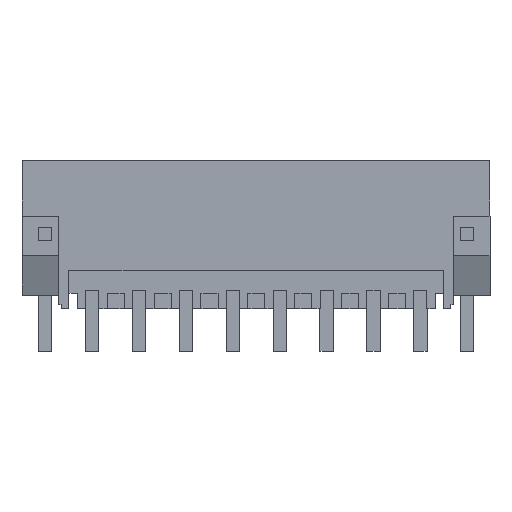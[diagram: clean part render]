
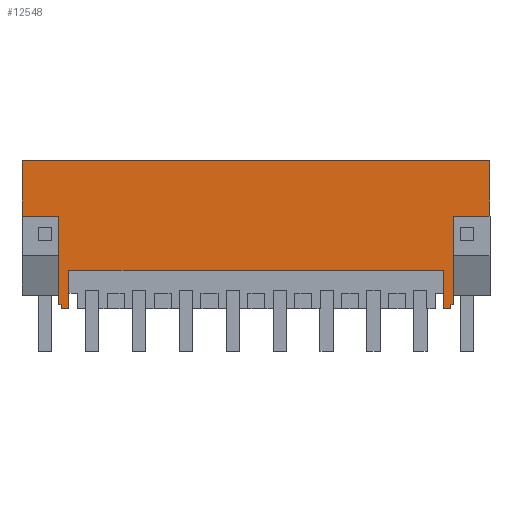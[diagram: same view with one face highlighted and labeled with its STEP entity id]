
A CAD part, front view. The second image highlights one B-rep face of the part: STEP entity #12548.
In plain terms, the highlighted planar face has unit normal (0, -1, 0).
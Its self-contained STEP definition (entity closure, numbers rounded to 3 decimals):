
#12518=AXIS2_PLACEMENT_3D('Plane Axis2P3D',#12515,#12516,#12517) ;
#3172=CARTESIAN_POINT('Line Origine',(3.5,0.,4.625)) ;
#3176=CARTESIAN_POINT('Vertex',(3.5,0.,3.2)) ;
#3178=CARTESIAN_POINT('Vertex',(3.5,0.,6.05)) ;
#3205=CARTESIAN_POINT('Vertex',(2.925,0.,3.2)) ;
#3208=CARTESIAN_POINT('Line Origine',(3.213,0.,3.2)) ;
#3226=CARTESIAN_POINT('Line Origine',(2.925,0.,3.35)) ;
#3230=CARTESIAN_POINT('Vertex',(2.925,0.,3.5)) ;
#3251=CARTESIAN_POINT('Line Origine',(2.825,0.,3.5)) ;
#3255=CARTESIAN_POINT('Vertex',(2.725,0.,3.5)) ;
#3276=CARTESIAN_POINT('Line Origine',(2.725,0.,6.8)) ;
#3280=CARTESIAN_POINT('Vertex',(2.725,0.,10.1)) ;
#3554=CARTESIAN_POINT('Vertex',(0.,0.,10.1)) ;
#3557=CARTESIAN_POINT('Line Origine',(0.,0.,12.175)) ;
#3561=CARTESIAN_POINT('Vertex',(0.,0.,14.25)) ;
#3601=CARTESIAN_POINT('Line Origine',(17.475,0.,14.25)) ;
#3605=CARTESIAN_POINT('Vertex',(34.95,0.,14.25)) ;
#7459=CARTESIAN_POINT('Line Origine',(34.95,0.,12.175)) ;
#7463=CARTESIAN_POINT('Vertex',(34.95,0.,10.1)) ;
#7731=CARTESIAN_POINT('Vertex',(32.225,0.,10.1)) ;
#7734=CARTESIAN_POINT('Line Origine',(32.225,0.,6.8)) ;
#7738=CARTESIAN_POINT('Vertex',(32.225,0.,3.5)) ;
#7762=CARTESIAN_POINT('Line Origine',(32.125,0.,3.5)) ;
#7766=CARTESIAN_POINT('Vertex',(32.025,0.,3.5)) ;
#7787=CARTESIAN_POINT('Line Origine',(32.025,0.,3.35)) ;
#7791=CARTESIAN_POINT('Vertex',(32.025,0.,3.2)) ;
#7807=CARTESIAN_POINT('Line Origine',(31.763,0.,3.2)) ;
#7811=CARTESIAN_POINT('Vertex',(31.5,0.,3.2)) ;
#7832=CARTESIAN_POINT('Line Origine',(31.5,0.,4.625)) ;
#7836=CARTESIAN_POINT('Vertex',(31.5,0.,6.05)) ;
#10706=CARTESIAN_POINT('Line Origine',(17.5,0.,6.05)) ;
#12515=CARTESIAN_POINT('Axis2P3D Location',(14.,0.,3.2)) ;
#12520=CARTESIAN_POINT('Line Origine',(33.587,0.,10.1)) ;
#12525=CARTESIAN_POINT('Line Origine',(1.362,0.,10.1)) ;
#3173=DIRECTION('Vector Direction',(0.,0.,1.)) ;
#3209=DIRECTION('Vector Direction',(1.,0.,0.)) ;
#3227=DIRECTION('Vector Direction',(0.,0.,-1.)) ;
#3252=DIRECTION('Vector Direction',(1.,0.,0.)) ;
#3277=DIRECTION('Vector Direction',(0.,0.,-1.)) ;
#3558=DIRECTION('Vector Direction',(0.,0.,1.)) ;
#3602=DIRECTION('Vector Direction',(1.,0.,0.)) ;
#7460=DIRECTION('Vector Direction',(0.,0.,1.)) ;
#7735=DIRECTION('Vector Direction',(0.,0.,-1.)) ;
#7763=DIRECTION('Vector Direction',(1.,0.,0.)) ;
#7788=DIRECTION('Vector Direction',(0.,0.,-1.)) ;
#7808=DIRECTION('Vector Direction',(1.,0.,0.)) ;
#7833=DIRECTION('Vector Direction',(0.,0.,1.)) ;
#10707=DIRECTION('Vector Direction',(1.,0.,0.)) ;
#12516=DIRECTION('Axis2P3D Direction',(0.,1.,0.)) ;
#12517=DIRECTION('Axis2P3D XDirection',(0.,0.,1.)) ;
#12521=DIRECTION('Vector Direction',(1.,0.,0.)) ;
#12526=DIRECTION('Vector Direction',(1.,0.,0.)) ;
#3174=VECTOR('Line Direction',#3173,1.) ;
#3210=VECTOR('Line Direction',#3209,1.) ;
#3228=VECTOR('Line Direction',#3227,1.) ;
#3253=VECTOR('Line Direction',#3252,1.) ;
#3278=VECTOR('Line Direction',#3277,1.) ;
#3559=VECTOR('Line Direction',#3558,1.) ;
#3603=VECTOR('Line Direction',#3602,1.) ;
#7461=VECTOR('Line Direction',#7460,1.) ;
#7736=VECTOR('Line Direction',#7735,1.) ;
#7764=VECTOR('Line Direction',#7763,1.) ;
#7789=VECTOR('Line Direction',#7788,1.) ;
#7809=VECTOR('Line Direction',#7808,1.) ;
#7834=VECTOR('Line Direction',#7833,1.) ;
#10708=VECTOR('Line Direction',#10707,1.) ;
#12522=VECTOR('Line Direction',#12521,1.) ;
#12527=VECTOR('Line Direction',#12526,1.) ;
#12531=ORIENTED_EDGE('',*,*,#10710,.F.) ;
#12532=ORIENTED_EDGE('',*,*,#7838,.F.) ;
#12533=ORIENTED_EDGE('',*,*,#7813,.T.) ;
#12534=ORIENTED_EDGE('',*,*,#7793,.T.) ;
#12535=ORIENTED_EDGE('',*,*,#7768,.T.) ;
#12536=ORIENTED_EDGE('',*,*,#7740,.F.) ;
#12537=ORIENTED_EDGE('',*,*,#12524,.F.) ;
#12538=ORIENTED_EDGE('',*,*,#7465,.F.) ;
#12539=ORIENTED_EDGE('',*,*,#3607,.F.) ;
#12540=ORIENTED_EDGE('',*,*,#3563,.T.) ;
#12541=ORIENTED_EDGE('',*,*,#12529,.T.) ;
#12542=ORIENTED_EDGE('',*,*,#3282,.T.) ;
#12543=ORIENTED_EDGE('',*,*,#3257,.F.) ;
#12544=ORIENTED_EDGE('',*,*,#3232,.F.) ;
#12545=ORIENTED_EDGE('',*,*,#3212,.T.) ;
#12546=ORIENTED_EDGE('',*,*,#3180,.T.) ;
#12548=ADVANCED_FACE('HOUSING',(#12547),#12519,.F.) ;
#3180=EDGE_CURVE('',#3177,#3179,#3175,.T.) ;
#3212=EDGE_CURVE('',#3206,#3177,#3211,.T.) ;
#3232=EDGE_CURVE('',#3206,#3231,#3229,.F.) ;
#3257=EDGE_CURVE('',#3231,#3256,#3254,.F.) ;
#3282=EDGE_CURVE('',#3281,#3256,#3279,.T.) ;
#3563=EDGE_CURVE('',#3562,#3555,#3560,.F.) ;
#3607=EDGE_CURVE('',#3562,#3606,#3604,.T.) ;
#7465=EDGE_CURVE('',#3606,#7464,#7462,.F.) ;
#7740=EDGE_CURVE('',#7732,#7739,#7737,.T.) ;
#7768=EDGE_CURVE('',#7767,#7739,#7765,.T.) ;
#7793=EDGE_CURVE('',#7792,#7767,#7790,.F.) ;
#7813=EDGE_CURVE('',#7812,#7792,#7810,.T.) ;
#7838=EDGE_CURVE('',#7812,#7837,#7835,.T.) ;
#10710=EDGE_CURVE('',#7837,#3179,#10709,.F.) ;
#12524=EDGE_CURVE('',#7464,#7732,#12523,.F.) ;
#12529=EDGE_CURVE('',#3555,#3281,#12528,.T.) ;
#12530=EDGE_LOOP('',(#12531,#12532,#12533,#12534,#12535,#12536,#12537,#12538,#12539,#12540,#12541,#12542,#12543,#12544,#12545,#12546)) ;
#12547=FACE_OUTER_BOUND('',#12530,.T.) ;
#3175=LINE('Line',#3172,#3174) ;
#3211=LINE('Line',#3208,#3210) ;
#3229=LINE('Line',#3226,#3228) ;
#3254=LINE('Line',#3251,#3253) ;
#3279=LINE('Line',#3276,#3278) ;
#3560=LINE('Line',#3557,#3559) ;
#3604=LINE('Line',#3601,#3603) ;
#7462=LINE('Line',#7459,#7461) ;
#7737=LINE('Line',#7734,#7736) ;
#7765=LINE('Line',#7762,#7764) ;
#7790=LINE('Line',#7787,#7789) ;
#7810=LINE('Line',#7807,#7809) ;
#7835=LINE('Line',#7832,#7834) ;
#10709=LINE('Line',#10706,#10708) ;
#12523=LINE('Line',#12520,#12522) ;
#12528=LINE('Line',#12525,#12527) ;
#12519=PLANE('',#12518) ;
#3177=VERTEX_POINT('',#3176) ;
#3179=VERTEX_POINT('',#3178) ;
#3206=VERTEX_POINT('',#3205) ;
#3231=VERTEX_POINT('',#3230) ;
#3256=VERTEX_POINT('',#3255) ;
#3281=VERTEX_POINT('',#3280) ;
#3555=VERTEX_POINT('',#3554) ;
#3562=VERTEX_POINT('',#3561) ;
#3606=VERTEX_POINT('',#3605) ;
#7464=VERTEX_POINT('',#7463) ;
#7732=VERTEX_POINT('',#7731) ;
#7739=VERTEX_POINT('',#7738) ;
#7767=VERTEX_POINT('',#7766) ;
#7792=VERTEX_POINT('',#7791) ;
#7812=VERTEX_POINT('',#7811) ;
#7837=VERTEX_POINT('',#7836) ;
